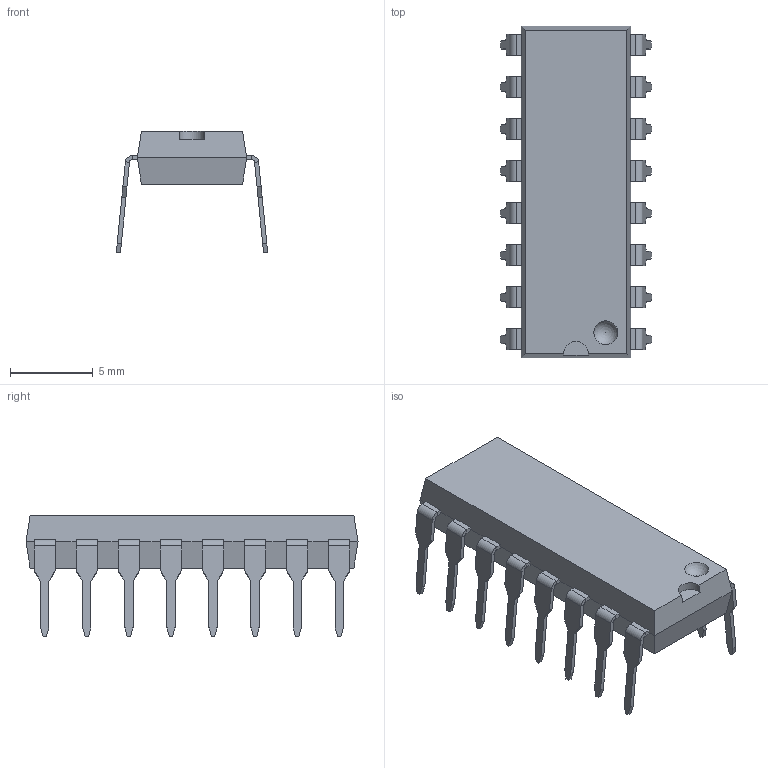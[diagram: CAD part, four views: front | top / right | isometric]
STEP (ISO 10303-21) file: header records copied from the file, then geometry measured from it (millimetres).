
FILE_DESCRIPTION(('FreeCAD Model'),'2;1');
FILE_NAME('DIP-16 N.step','2021-07-02T18:58:32',( ''),(''),'Open CASCADE STEP processor 7.3','FreeCAD','Unknown');
FILE_SCHEMA(('AUTOMOTIVE_DESIGN { 1 0 10303 214 1 1 1 1 }'));
Length unit declared in the file: millimetre
Products named in the file (1): 16_Pin_DIP
Bounding box: 9.14 x 20.04 x 7.35 mm (x, y, z)
Volume: 421.4 mm3; surface area: 617 mm2
Topology: 1 solids, 1 shells, 317 faces, 813 edges, 498 vertices
Faces by surface type: plane 275, cylinder 33, bspline 8, sphere 1
Entity records: 21960 total; most frequent: CARTESIAN_POINT 4910, DIRECTION 2262, ORIENTED_EDGE 1624, PCURVE 1624, DEFINITIONAL_REPRESENTATION 1624, LINE 1471, VECTOR 1471, B_SPLINE_CURVE_WITH_KNOTS 830
